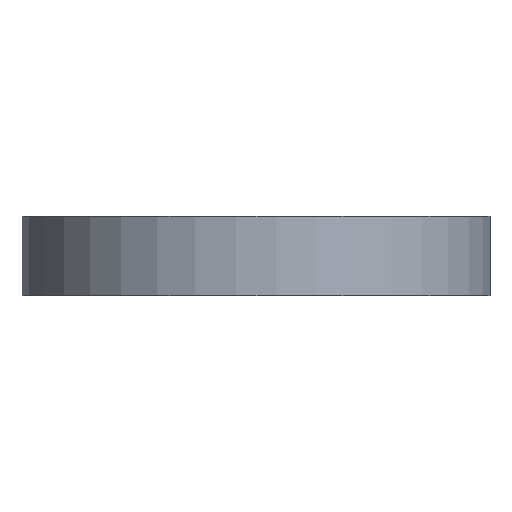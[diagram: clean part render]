
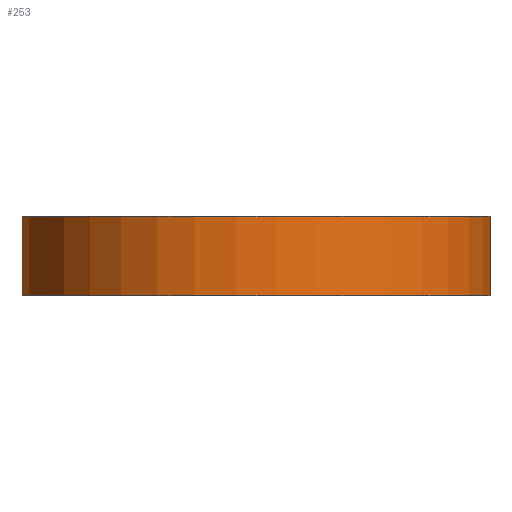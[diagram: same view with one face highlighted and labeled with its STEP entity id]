
A CAD part, front view. The second image highlights one B-rep face of the part: STEP entity #253.
In plain terms, the highlighted cylindrical face has radius 47 mm (diameter 94 mm), a partial arc.
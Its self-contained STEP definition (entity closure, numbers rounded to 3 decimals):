
#20=CYLINDRICAL_SURFACE('',#292,47.);
#39=FACE_OUTER_BOUND('',#58,.T.);
#58=EDGE_LOOP('',(#230,#231,#232,#233));
#63=CIRCLE('',#276,47.);
#69=CIRCLE('',#289,47.);
#85=LINE('',#414,#106);
#87=LINE('',#418,#108);
#106=VECTOR('',#339,10.);
#108=VECTOR('',#343,10.);
#124=VERTEX_POINT('',#395);
#125=VERTEX_POINT('',#397);
#130=VERTEX_POINT('',#413);
#131=VERTEX_POINT('',#417);
#149=EDGE_CURVE('',#124,#125,#63,.T.);
#157=EDGE_CURVE('',#124,#130,#85,.T.);
#159=EDGE_CURVE('',#131,#125,#87,.T.);
#165=EDGE_CURVE('',#130,#131,#69,.T.);
#230=ORIENTED_EDGE('',*,*,#157,.T.);
#231=ORIENTED_EDGE('',*,*,#165,.T.);
#232=ORIENTED_EDGE('',*,*,#159,.T.);
#233=ORIENTED_EDGE('',*,*,#149,.F.);
#253=ADVANCED_FACE('',(#39),#20,.T.);
#276=AXIS2_PLACEMENT_3D('',#398,#321,#322);
#289=AXIS2_PLACEMENT_3D('',#429,#357,#358);
#292=AXIS2_PLACEMENT_3D('',#434,#364,#365);
#321=DIRECTION('center_axis',(0.,0.,1.));
#322=DIRECTION('ref_axis',(1.,0.,0.));
#339=DIRECTION('',(0.,0.,-1.));
#343=DIRECTION('',(0.,0.,1.));
#357=DIRECTION('center_axis',(0.,0.,1.));
#358=DIRECTION('ref_axis',(1.,0.,0.));
#364=DIRECTION('center_axis',(0.,0.,1.));
#365=DIRECTION('ref_axis',(0.,-1.,0.));
#395=CARTESIAN_POINT('',(-20.,42.532,16.));
#397=CARTESIAN_POINT('',(20.,42.532,16.));
#398=CARTESIAN_POINT('Origin',(0.,0.,16.));
#413=CARTESIAN_POINT('',(-20.,42.532,0.));
#414=CARTESIAN_POINT('',(-20.,42.532,0.));
#417=CARTESIAN_POINT('',(20.,42.532,0.));
#418=CARTESIAN_POINT('',(20.,42.532,0.));
#429=CARTESIAN_POINT('Origin',(0.,0.,0.));
#434=CARTESIAN_POINT('Origin',(0.,0.,0.));
